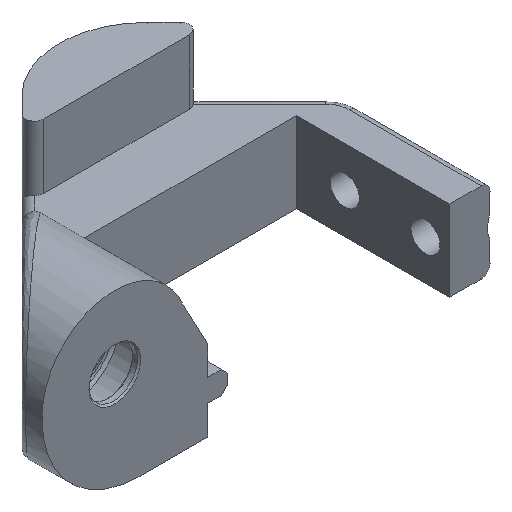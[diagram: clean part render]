
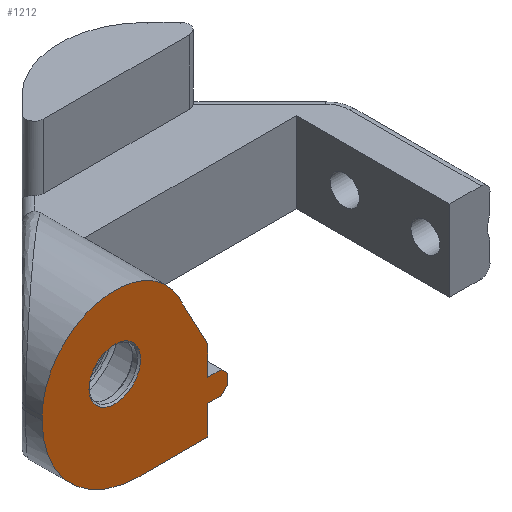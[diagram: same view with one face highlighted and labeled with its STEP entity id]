
A CAD part, isometric view. The second image highlights one B-rep face of the part: STEP entity #1212.
In plain terms, the highlighted planar face has unit normal (0, -1, 0).
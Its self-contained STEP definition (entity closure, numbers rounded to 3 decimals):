
#35=FACE_BOUND('',#218,.T.);
#144=FACE_OUTER_BOUND('',#217,.T.);
#217=EDGE_LOOP('',(#998,#999,#1000,#1001,#1002,#1003,#1004,#1005,#1006,
#1007,#1008,#1009));
#218=EDGE_LOOP('',(#1010));
#288=CIRCLE('',#1332,9.);
#289=CIRCLE('',#1333,12.);
#290=CIRCLE('',#1334,3.2);
#320=LINE('',#1730,#405);
#337=LINE('',#1806,#422);
#339=LINE('',#1810,#424);
#370=LINE('',#3015,#455);
#371=LINE('',#3019,#456);
#372=LINE('',#3021,#457);
#373=LINE('',#3023,#458);
#374=LINE('',#3024,#459);
#375=LINE('',#3028,#460);
#376=LINE('',#3030,#461);
#405=VECTOR('',#1394,8.5);
#422=VECTOR('',#1463,3.6);
#424=VECTOR('',#1465,3.6);
#455=VECTOR('',#1584,7.583);
#456=VECTOR('',#1587,1.131);
#457=VECTOR('',#1588,1.2);
#458=VECTOR('',#1589,1.131);
#459=VECTOR('',#1590,1.7);
#460=VECTOR('',#1593,0.5);
#461=VECTOR('',#1596,1.7);
#492=VERTEX_POINT('',#1727);
#493=VERTEX_POINT('',#1729);
#514=VERTEX_POINT('',#1803);
#516=VERTEX_POINT('',#1807);
#517=VERTEX_POINT('',#1809);
#562=VERTEX_POINT('',#3013);
#563=VERTEX_POINT('',#3017);
#564=VERTEX_POINT('',#3018);
#565=VERTEX_POINT('',#3020);
#566=VERTEX_POINT('',#3022);
#567=VERTEX_POINT('',#3025);
#568=VERTEX_POINT('',#3027);
#569=VERTEX_POINT('',#3031);
#608=EDGE_CURVE('',#492,#493,#320,.T.);
#642=EDGE_CURVE('',#492,#514,#337,.T.);
#644=EDGE_CURVE('',#517,#516,#339,.T.);
#717=EDGE_CURVE('',#516,#562,#370,.T.);
#718=EDGE_CURVE('',#563,#564,#371,.T.);
#719=EDGE_CURVE('',#565,#564,#372,.T.);
#720=EDGE_CURVE('',#565,#566,#373,.T.);
#721=EDGE_CURVE('',#517,#566,#374,.T.);
#722=EDGE_CURVE('',#562,#567,#288,.T.);
#723=EDGE_CURVE('',#567,#568,#375,.T.);
#724=EDGE_CURVE('',#568,#493,#289,.T.);
#725=EDGE_CURVE('',#514,#563,#376,.T.);
#726=EDGE_CURVE('',#569,#569,#290,.T.);
#998=ORIENTED_EDGE('',*,*,#718,.T.);
#999=ORIENTED_EDGE('',*,*,#719,.F.);
#1000=ORIENTED_EDGE('',*,*,#720,.T.);
#1001=ORIENTED_EDGE('',*,*,#721,.F.);
#1002=ORIENTED_EDGE('',*,*,#644,.T.);
#1003=ORIENTED_EDGE('',*,*,#717,.T.);
#1004=ORIENTED_EDGE('',*,*,#722,.T.);
#1005=ORIENTED_EDGE('',*,*,#723,.T.);
#1006=ORIENTED_EDGE('',*,*,#724,.T.);
#1007=ORIENTED_EDGE('',*,*,#608,.F.);
#1008=ORIENTED_EDGE('',*,*,#642,.T.);
#1009=ORIENTED_EDGE('',*,*,#725,.T.);
#1010=ORIENTED_EDGE('',*,*,#726,.F.);
#1166=PLANE('',#1331);
#1212=ADVANCED_FACE('',(#144,#35),#1166,.T.);
#1331=AXIS2_PLACEMENT_3D('',#3016,#1585,#1586);
#1332=AXIS2_PLACEMENT_3D('',#3026,#1591,#1592);
#1333=AXIS2_PLACEMENT_3D('',#3029,#1594,#1595);
#1334=AXIS2_PLACEMENT_3D('',#3032,#1597,#1598);
#1394=DIRECTION('',(-1.,0.,0.));
#1463=DIRECTION('',(0.,0.,1.));
#1465=DIRECTION('',(0.,0.,1.));
#1584=DIRECTION('',(-0.467,0.,0.884));
#1585=DIRECTION('center_axis',(0.,-1.,0.));
#1586=DIRECTION('ref_axis',(-1.,0.,0.));
#1587=DIRECTION('',(0.707,0.,0.707));
#1588=DIRECTION('',(0.,0.,-1.));
#1589=DIRECTION('',(-0.707,0.,0.707));
#1590=DIRECTION('',(1.,0.,0.));
#1591=DIRECTION('center_axis',(0.,-1.,0.));
#1592=DIRECTION('ref_axis',(0.884,0.,0.467));
#1593=DIRECTION('',(0.,0.,-1.));
#1594=DIRECTION('center_axis',(0.,-1.,0.));
#1595=DIRECTION('ref_axis',(-1.,0.,0.));
#1596=DIRECTION('',(1.,0.,0.));
#1597=DIRECTION('center_axis',(0.,-1.,0.));
#1598=DIRECTION('ref_axis',(-0.553,0.,-0.833));
#1727=CARTESIAN_POINT('',(-15.,-19.,0.));
#1729=CARTESIAN_POINT('',(-23.5,-19.,0.));
#1730=CARTESIAN_POINT('',(-15.,-19.,0.));
#1803=CARTESIAN_POINT('',(-15.,-19.,3.6));
#1806=CARTESIAN_POINT('',(-15.,-19.,0.));
#1807=CARTESIAN_POINT('',(-15.,-19.,10.));
#1809=CARTESIAN_POINT('',(-15.,-19.,6.4));
#1810=CARTESIAN_POINT('',(-15.,-19.,6.4));
#3013=CARTESIAN_POINT('',(-18.542,-19.,16.705));
#3015=CARTESIAN_POINT('',(-15.,-19.,10.));
#3016=CARTESIAN_POINT('Origin',(-15.,-19.,0.));
#3017=CARTESIAN_POINT('',(-13.3,-19.,3.6));
#3018=CARTESIAN_POINT('',(-12.5,-19.,4.4));
#3019=CARTESIAN_POINT('',(-13.3,-19.,3.6));
#3020=CARTESIAN_POINT('',(-12.5,-19.,5.6));
#3021=CARTESIAN_POINT('',(-12.5,-19.,5.6));
#3022=CARTESIAN_POINT('',(-13.3,-19.,6.4));
#3023=CARTESIAN_POINT('',(-12.5,-19.,5.6));
#3024=CARTESIAN_POINT('',(-15.,-19.,6.4));
#3025=CARTESIAN_POINT('',(-35.5,-19.,12.5));
#3026=CARTESIAN_POINT('Origin',(-26.5,-19.,12.5));
#3027=CARTESIAN_POINT('',(-35.5,-19.,12.));
#3028=CARTESIAN_POINT('',(-35.5,-19.,12.5));
#3029=CARTESIAN_POINT('Origin',(-23.5,-19.,12.));
#3030=CARTESIAN_POINT('',(-15.,-19.,3.6));
#3031=CARTESIAN_POINT('',(-26.5,-19.,15.7));
#3032=CARTESIAN_POINT('Origin',(-26.5,-19.,12.5));
